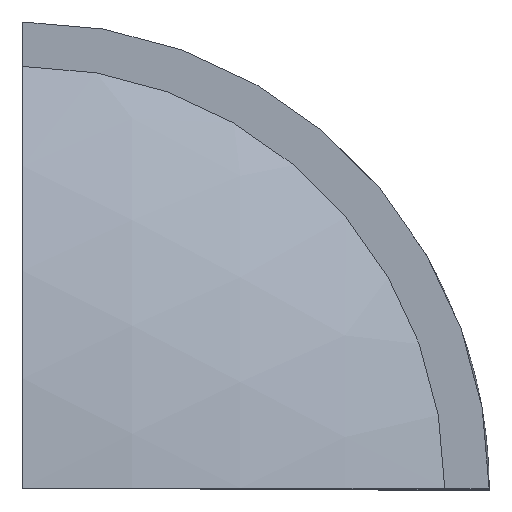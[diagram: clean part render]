
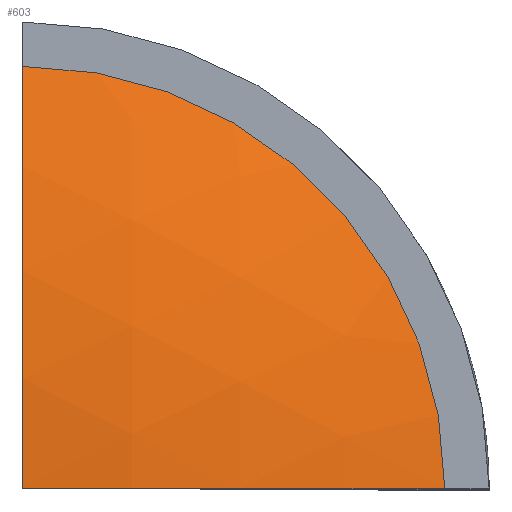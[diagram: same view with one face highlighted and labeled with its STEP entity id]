
A CAD part, top view. The second image highlights one B-rep face of the part: STEP entity #603.
In plain terms, the highlighted spherical face has radius 80.75 mm.
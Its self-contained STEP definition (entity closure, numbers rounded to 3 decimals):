
#42 = EDGE_LOOP ( 'NONE', ( #194, #195, #196 ) ) ;
#194 = ORIENTED_EDGE ( 'NONE', *, *, #616, .F. ) ;
#195 = ORIENTED_EDGE ( 'NONE', *, *, #613, .T. ) ;
#196 = ORIENTED_EDGE ( 'NONE', *, *, #2385, .T. ) ;
#260 = VERTEX_POINT ( 'NONE', #330 ) ;
#261 = VERTEX_POINT ( 'NONE', #331 ) ;
#262 = VERTEX_POINT ( 'NONE', #332 ) ;
#330 = CARTESIAN_POINT ( 'NONE',  ( 0., 38., 105.5 ) ) ;
#331 = CARTESIAN_POINT ( 'NONE',  ( 38., 0., 105.5 ) ) ;
#332 = CARTESIAN_POINT ( 'NONE',  ( 0., 0., 115. ) ) ;
#417 = DIRECTION ( 'NONE',  ( 1., 0., 0. ) ) ;
#418 = CARTESIAN_POINT ( 'NONE',  ( 0., 0., 34.25 ) ) ;
#423 = DIRECTION ( 'NONE',  ( 0., 1., 0. ) ) ;
#603 = ADVANCED_FACE ( 'NONE', ( #785 ), #788, .T. ) ;
#613 = EDGE_CURVE ( 'NONE', #260, #262, #806, .T. ) ;
#616 = EDGE_CURVE ( 'NONE', #260, #261, #811, .T. ) ;
#655 = AXIS2_PLACEMENT_3D ( 'NONE', #418, #417, #423 ) ;
#662 = AXIS2_PLACEMENT_3D ( 'NONE', #1875, #1876, #1877 ) ;
#673 = AXIS2_PLACEMENT_3D ( 'NONE', #1883, #1884, #1885 ) ;
#721 = AXIS2_PLACEMENT_3D ( 'NONE', #2292, #2302, #2303 ) ;
#785 = FACE_OUTER_BOUND ( 'NONE', #42, .T. ) ;
#788 = SPHERICAL_SURFACE ( 'NONE', #655, 80.75 ) ;
#806 = CIRCLE ( 'NONE', #662, 80.75 ) ;
#811 = CIRCLE ( 'NONE', #673, 38. ) ;
#926 = CIRCLE ( 'NONE', #721, 80.75 ) ;
#1875 = CARTESIAN_POINT ( 'NONE',  ( 0., 0., 34.25 ) ) ;
#1876 = DIRECTION ( 'NONE',  ( 1., 0., 0. ) ) ;
#1877 = DIRECTION ( 'NONE',  ( 0., 0., 1. ) ) ;
#1883 = CARTESIAN_POINT ( 'NONE',  ( 0., 0., 105.5 ) ) ;
#1884 = DIRECTION ( 'NONE',  ( 0., 0., -1. ) ) ;
#1885 = DIRECTION ( 'NONE',  ( -1., 0., 0. ) ) ;
#2292 = CARTESIAN_POINT ( 'NONE',  ( 0., 0., 34.25 ) ) ;
#2302 = DIRECTION ( 'NONE',  ( 0., 1., 0. ) ) ;
#2303 = DIRECTION ( 'NONE',  ( 0., 0., -1. ) ) ;
#2385 = EDGE_CURVE ( 'NONE', #262, #261, #926, .T. ) ;
